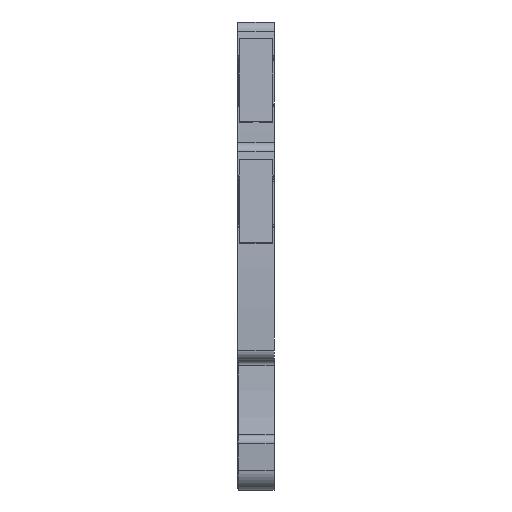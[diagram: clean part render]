
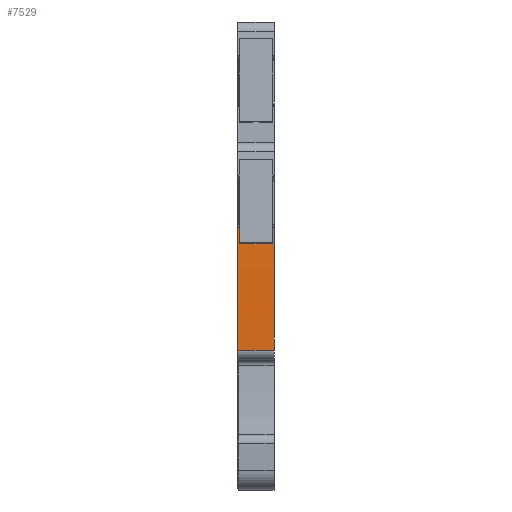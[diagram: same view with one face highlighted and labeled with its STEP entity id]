
A CAD part, front view. The second image highlights one B-rep face of the part: STEP entity #7529.
In plain terms, the highlighted cylindrical face has radius 122.2 mm (diameter 244.4 mm), a partial arc.
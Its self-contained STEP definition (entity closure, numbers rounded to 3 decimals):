
#1326=AXIS2_PLACEMENT_3D('Circle Axis2P3D',#1324,#1325,$) ;
#7509=AXIS2_PLACEMENT_3D('Cylinder Axis2P3D',#7506,#7507,#7508) ;
#7513=AXIS2_PLACEMENT_3D('Circle Axis2P3D',#7511,#7512,$) ;
#1321=CARTESIAN_POINT('Vertex',(3.5,1.748,25.212)) ;
#1324=CARTESIAN_POINT('Axis2P3D Location',(3.5,123.675,17.05)) ;
#1328=CARTESIAN_POINT('Vertex',(3.5,1.529,13.42)) ;
#7490=CARTESIAN_POINT('Vertex',(0.,1.748,25.212)) ;
#7493=CARTESIAN_POINT('Line Origine',(1.75,1.748,25.212)) ;
#7506=CARTESIAN_POINT('Axis2P3D Location',(1.75,123.675,17.05)) ;
#7511=CARTESIAN_POINT('Axis2P3D Location',(0.,123.675,17.05)) ;
#7515=CARTESIAN_POINT('Vertex',(0.,1.529,13.42)) ;
#7518=CARTESIAN_POINT('Line Origine',(1.75,1.529,13.42)) ;
#1325=DIRECTION('Axis2P3D Direction',(1.,0.,0.)) ;
#7494=DIRECTION('Vector Direction',(1.,0.,0.)) ;
#7507=DIRECTION('Axis2P3D Direction',(1.,0.,0.)) ;
#7508=DIRECTION('Axis2P3D XDirection',(0.,-0.998,0.067)) ;
#7512=DIRECTION('Axis2P3D Direction',(1.,0.,0.)) ;
#7519=DIRECTION('Vector Direction',(1.,0.,0.)) ;
#7495=VECTOR('Line Direction',#7494,1.) ;
#7520=VECTOR('Line Direction',#7519,1.) ;
#7524=ORIENTED_EDGE('',*,*,#7517,.T.) ;
#7525=ORIENTED_EDGE('',*,*,#7522,.F.) ;
#7526=ORIENTED_EDGE('',*,*,#1330,.F.) ;
#7527=ORIENTED_EDGE('',*,*,#7497,.T.) ;
#7529=ADVANCED_FACE('MLD',(#7528),#7510,.T.) ;
#1327=CIRCLE('generated circle',#1326,122.2) ;
#7514=CIRCLE('generated circle',#7513,122.2) ;
#7510=CYLINDRICAL_SURFACE('generated cylinder',#7509,122.2) ;
#1330=EDGE_CURVE('',#1322,#1329,#1327,.T.) ;
#7497=EDGE_CURVE('',#1322,#7491,#7496,.F.) ;
#7517=EDGE_CURVE('',#7491,#7516,#7514,.T.) ;
#7522=EDGE_CURVE('',#1329,#7516,#7521,.F.) ;
#7523=EDGE_LOOP('',(#7524,#7525,#7526,#7527)) ;
#7528=FACE_OUTER_BOUND('',#7523,.T.) ;
#7496=LINE('Line',#7493,#7495) ;
#7521=LINE('Line',#7518,#7520) ;
#1322=VERTEX_POINT('',#1321) ;
#1329=VERTEX_POINT('',#1328) ;
#7491=VERTEX_POINT('',#7490) ;
#7516=VERTEX_POINT('',#7515) ;
